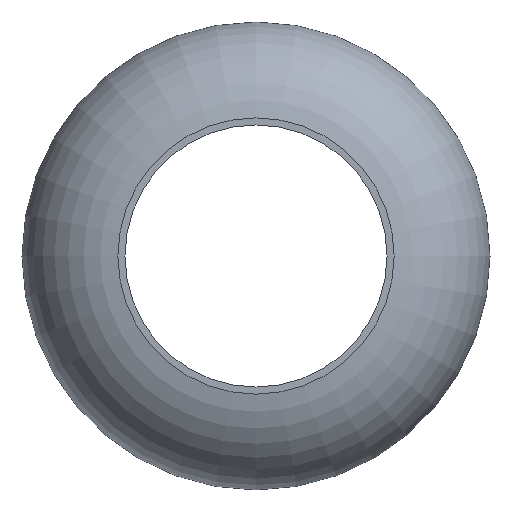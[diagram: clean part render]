
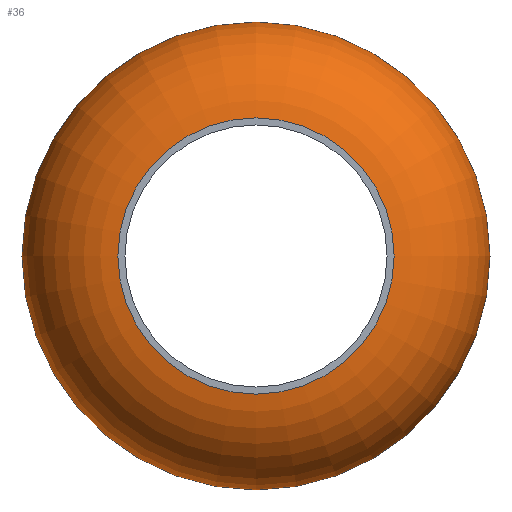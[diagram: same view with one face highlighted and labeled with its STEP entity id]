
A CAD part, left-side view. The second image highlights one B-rep face of the part: STEP entity #36.
In plain terms, the highlighted toroidal (fillet/blend) face has major radius 26.848 mm and minor radius 23.152 mm.
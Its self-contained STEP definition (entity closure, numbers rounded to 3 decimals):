
#36 = ADVANCED_FACE( '', ( #74, #75, #76 ), #77, .T. );
#74 = FACE_BOUND( '', #115, .T. );
#75 = FACE_OUTER_BOUND( '', #116, .T. );
#76 = FACE_OUTER_BOUND( '', #117, .T. );
#77 = TOROIDAL_SURFACE( '', #118, 26.848, 23.152 );
#115 = VERTEX_LOOP( '', #154 );
#116 = EDGE_LOOP( '', ( #155 ) );
#117 = EDGE_LOOP( '', ( #156 ) );
#118 = AXIS2_PLACEMENT_3D( '', #157, #158, #159 );
#154 = VERTEX_POINT( '', #198 );
#155 = ORIENTED_EDGE( '', *, *, #192, .T. );
#156 = ORIENTED_EDGE( '', *, *, #199, .F. );
#157 = CARTESIAN_POINT( '', ( 61., 0., 0. ) );
#158 = DIRECTION( '', ( 1., 0., 0. ) );
#159 = DIRECTION( '', ( 0., 0., -1. ) );
#192 = EDGE_CURVE( '', #211, #211, #212, .T. );
#198 = CARTESIAN_POINT( '', ( 61., 0., -50. ) );
#199 = EDGE_CURVE( '', #219, #219, #220, .T. );
#211 = VERTEX_POINT( '', #235 );
#212 = CIRCLE( '', #236, 29.5 );
#219 = VERTEX_POINT( '', #243 );
#220 = CIRCLE( '', #244, 29.5 );
#235 = CARTESIAN_POINT( '', ( 38., 0., -29.5 ) );
#236 = AXIS2_PLACEMENT_3D( '', #259, #260, #261 );
#243 = CARTESIAN_POINT( '', ( 84., 0., -29.5 ) );
#244 = AXIS2_PLACEMENT_3D( '', #268, #269, #270 );
#259 = CARTESIAN_POINT( '', ( 38., 0., 0. ) );
#260 = DIRECTION( '', ( 1., 0., 0. ) );
#261 = DIRECTION( '', ( 0., 0., -1. ) );
#268 = CARTESIAN_POINT( '', ( 84., 0., 0. ) );
#269 = DIRECTION( '', ( 1., 0., 0. ) );
#270 = DIRECTION( '', ( 0., 0., -1. ) );
